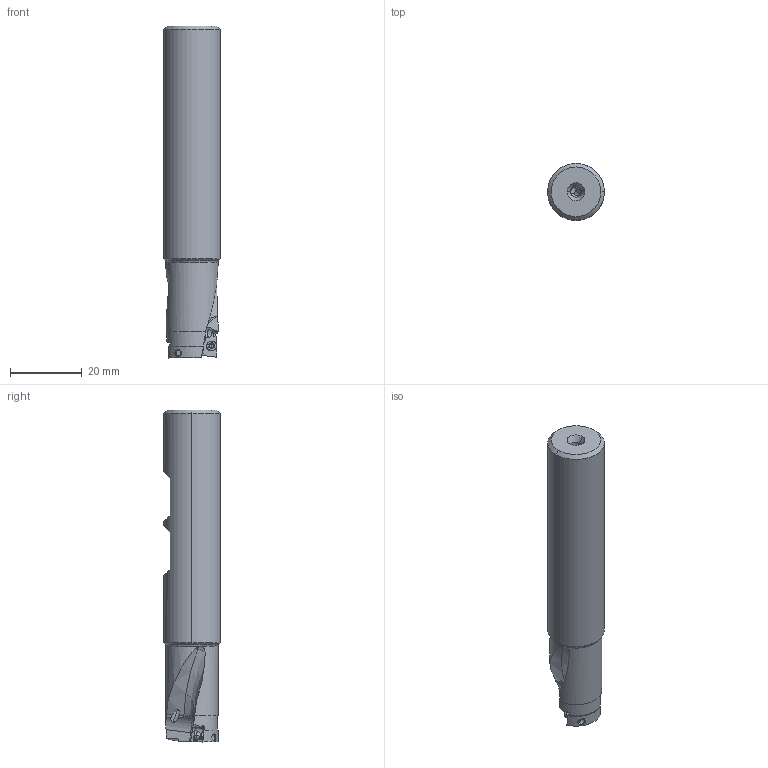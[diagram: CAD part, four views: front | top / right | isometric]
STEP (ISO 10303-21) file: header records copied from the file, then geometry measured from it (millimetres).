
FILE_DESCRIPTION(/* description */ (''),/* implementation_level */ '2;1');
FILE_NAME(/* name */ 'AQXUR102WA10S.stp',/* time_stamp */ '2021-09-08T11:42:27+09:00',/* author */ (''),/* organization */ (''),/* preprocessor_version */ 'ST-DEVELOPER v16',/* originating_system */ 'SIEMENS PLM Software NX 10.0',/* authorisation */ '');
FILE_SCHEMA (('AUTOMOTIVE_DESIGN { 1 0 10303 214 3 1 1 1 }'));
Length unit declared in the file: millimetre
Products named in the file (1): AQXUR102WA10S_ASM
Bounding box: 15.88 x 15.88 x 92.81 mm (x, y, z)
Volume: 15473.1 mm3; surface area: 5782.2 mm2
Topology: 3 solids, 3 shells, 192 faces, 575 edges, 389 vertices
Faces by surface type: cylinder 77, plane 62, cone 34, sphere 8, torus 7, bspline 4
Entity records: 8567 total; most frequent: CARTESIAN_POINT 3382, ORIENTED_EDGE 1134, DIRECTION 1015, EDGE_CURVE 567, AXIS2_PLACEMENT_3D 422, VERTEX_POINT 384, EDGE_LOOP 203, ADVANCED_FACE 192
